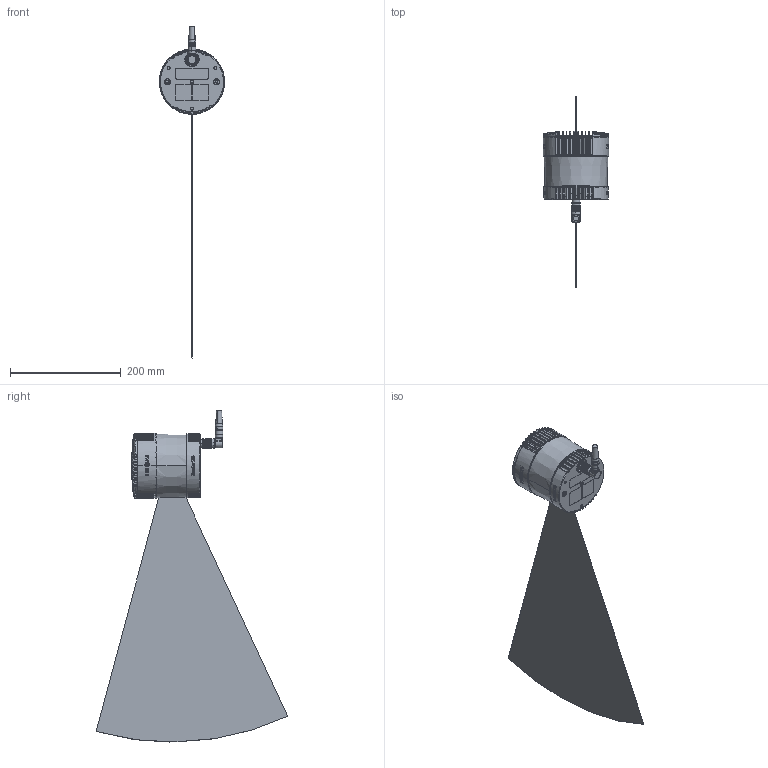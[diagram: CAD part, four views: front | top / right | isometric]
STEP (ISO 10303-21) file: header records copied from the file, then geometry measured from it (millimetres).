
FILE_DESCRIPTION (( 'STEP AP214' ), '1' );
FILE_NAME ('P128´øFOV_0606.STEP', '2024-06-06T10:14:18', ( 'HESAI' ), ( '' ), 'SwSTEP 2.0', 'SolidWorks 2019', '' );
FILE_SCHEMA (( 'AUTOMOTIVE_DESIGN' ));
Length unit declared in the file: millimetre
Products named in the file (1): P128´øFOV_0606
Bounding box: 118 x 347.14 x 600.86 mm (x, y, z)
Volume: 319089 mm3; surface area: 343313 mm2
Topology: 16 solids, 16 shells, 3620 faces, 9105 edges, 5612 vertices
Faces by surface type: plane 1226, cylinder 1172, cone 735, bspline 363, torus 124
Entity records: 175389 total; most frequent: CARTESIAN_POINT 102827, ORIENTED_EDGE 18146, EDGE_CURVE 9073, B_SPLINE_CURVE_WITH_KNOTS 9018, DIRECTION 6517, VERTEX_POINT 5612, EDGE_LOOP 3753, FACE_OUTER_BOUND 3620
